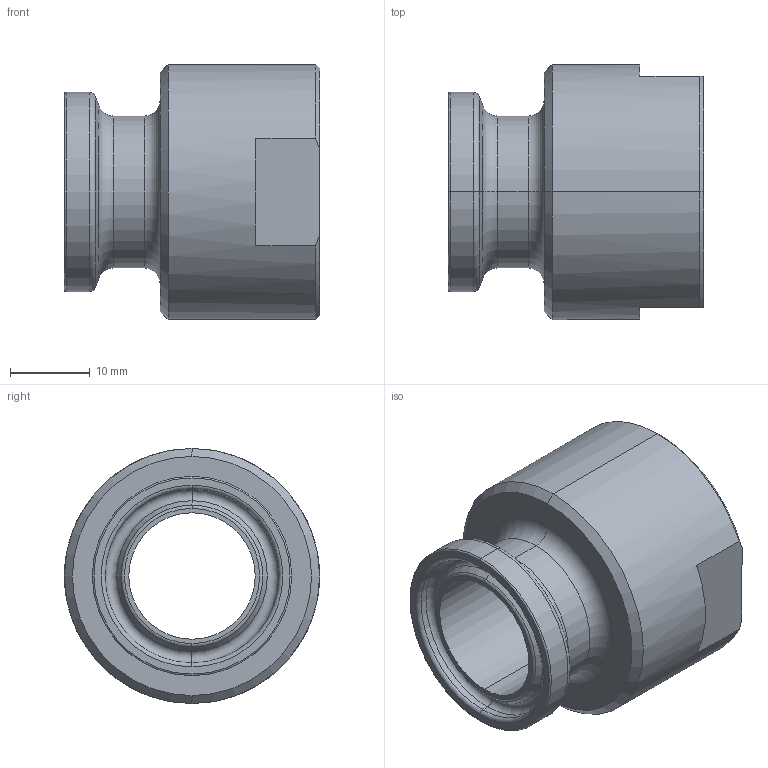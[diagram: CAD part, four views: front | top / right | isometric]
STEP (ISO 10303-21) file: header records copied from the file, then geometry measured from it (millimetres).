
FILE_DESCRIPTION (( 'STEP AP214' ), '1' );
FILE_NAME ('AM.NPT.075.075.STEP', '2021-02-24T13:00:55', ( '' ), ( '' ), 'SwSTEP 2.0', 'SolidWorks 2020', '' );
FILE_SCHEMA (( 'AUTOMOTIVE_DESIGN' ));
Length unit declared in the file: millimetre
Products named in the file (1): AM.NPT.075.075
Bounding box: 32 x 32 x 32 mm (x, y, z)
Volume: 10541.3 mm3; surface area: 6061.6 mm2
Topology: 1 solids, 1 shells, 47 faces, 100 edges, 57 vertices
Faces by surface type: cone 15, torus 14, cylinder 10, plane 8
Entity records: 1309 total; most frequent: DIRECTION 257, CARTESIAN_POINT 217, ORIENTED_EDGE 200, AXIS2_PLACEMENT_3D 113, EDGE_CURVE 100, CIRCLE 65, VERTEX_POINT 57, EDGE_LOOP 51
